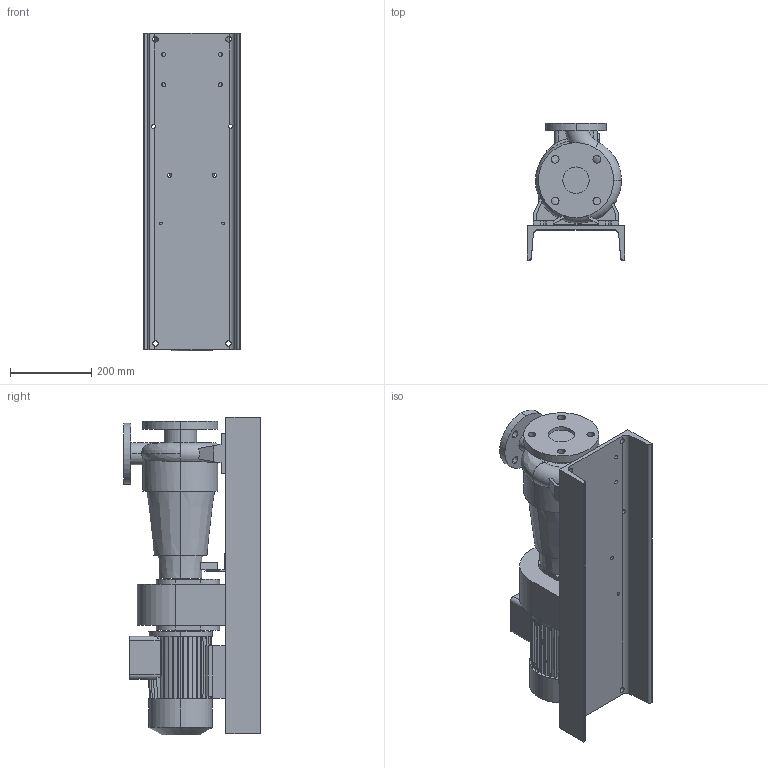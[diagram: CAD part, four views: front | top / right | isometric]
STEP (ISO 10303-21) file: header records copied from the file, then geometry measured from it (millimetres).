
FILE_DESCRIPTION (( 'STEP AP203' ), '1' );
FILE_NAME ('10018071swa00.step', '2023-07-07T12:28:07', ( '' ), ( '' ), 'SwSTEP 2.0', 'SolidWorks 2020', '' );
FILE_SCHEMA (( 'CONFIG_CONTROL_DESIGN' ));
Length unit declared in the file: millimetre
Products named in the file (5): 10018071swa00; 10018097swp00_MCG 05 N 40-125 80; 10012573swp00_30; 10018072swp00_80; 10017783swp00_40-125
Assembly tree (4 placements, depth 2):
  10018071swa00
    10017783swp00_40-125
    10018097swp00_MCG 05 N 40-125 80
    10018072swp00_80
    10012573swp00_30
Bounding box: 240 x 337 x 783 mm (x, y, z)
Volume: 20867179.8 mm3; surface area: 1528194.2 mm2
Topology: 10 solids, 10 shells, 560 faces, 1587 edges, 1056 vertices
Faces by surface type: plane 393, cylinder 152, cone 8, torus 5, bspline 2
Entity records: 20436 total; most frequent: CARTESIAN_POINT 5047, ORIENTED_EDGE 3174, DIRECTION 2987, EDGE_CURVE 1587, VECTOR 1187, LINE 1187, VERTEX_POINT 1056, AXIS2_PLACEMENT_3D 900
